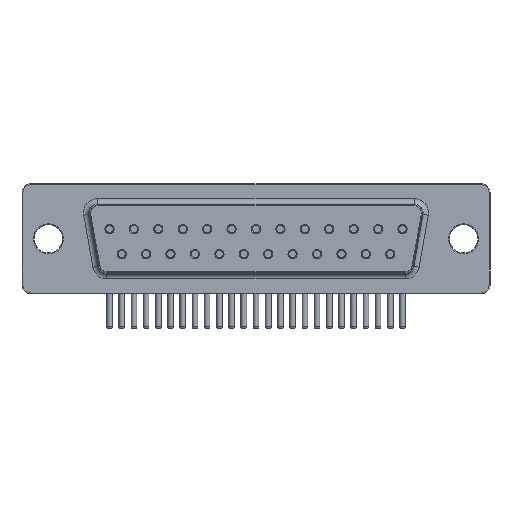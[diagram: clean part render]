
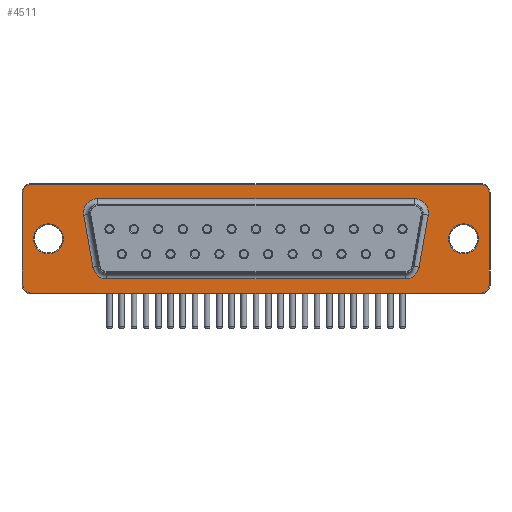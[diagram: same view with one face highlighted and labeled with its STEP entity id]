
A CAD part, front view. The second image highlights one B-rep face of the part: STEP entity #4511.
In plain terms, the highlighted planar face has unit normal (0, -1, 0).
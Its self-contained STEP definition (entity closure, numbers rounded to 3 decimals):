
#4260 = VERTEX_POINT('',#4261);
#4261 = CARTESIAN_POINT('',(8.93,-12.54,12.4));
#4268 = EDGE_CURVE('',#4260,#4269,#4271,.T.);
#4269 = VERTEX_POINT('',#4270);
#4270 = CARTESIAN_POINT('',(-42.17,-12.54,12.4));
#4271 = LINE('',#4272,#4273);
#4272 = CARTESIAN_POINT('',(8.93,-12.54,12.4));
#4273 = VECTOR('',#4274,1.);
#4274 = DIRECTION('',(-1.,0.,0.));
#4293 = VERTEX_POINT('',#4294);
#4294 = CARTESIAN_POINT('',(9.83,-12.54,11.5));
#4303 = EDGE_CURVE('',#4293,#4260,#4304,.T.);
#4304 = CIRCLE('',#4305,0.9);
#4305 = AXIS2_PLACEMENT_3D('',#4306,#4307,#4308);
#4306 = CARTESIAN_POINT('',(8.93,-12.54,11.5));
#4307 = DIRECTION('',(0.,-1.,0.));
#4308 = DIRECTION('',(1.,0.,0.));
#4321 = VERTEX_POINT('',#4322);
#4322 = CARTESIAN_POINT('',(-43.07,-12.54,11.5));
#4329 = EDGE_CURVE('',#4269,#4321,#4330,.T.);
#4330 = CIRCLE('',#4331,0.9);
#4331 = AXIS2_PLACEMENT_3D('',#4332,#4333,#4334);
#4332 = CARTESIAN_POINT('',(-42.17,-12.54,11.5));
#4333 = DIRECTION('',(0.,-1.,0.));
#4334 = DIRECTION('',(0.,0.,1.));
#4345 = VERTEX_POINT('',#4346);
#4346 = CARTESIAN_POINT('',(9.83,-12.54,1.));
#4353 = EDGE_CURVE('',#4345,#4293,#4354,.T.);
#4354 = LINE('',#4355,#4356);
#4355 = CARTESIAN_POINT('',(9.83,-12.54,1.));
#4356 = VECTOR('',#4357,1.);
#4357 = DIRECTION('',(0.,0.,1.));
#4370 = EDGE_CURVE('',#4321,#4371,#4373,.T.);
#4371 = VERTEX_POINT('',#4372);
#4372 = CARTESIAN_POINT('',(-43.07,-12.54,1.));
#4373 = LINE('',#4374,#4375);
#4374 = CARTESIAN_POINT('',(-43.07,-12.54,11.5));
#4375 = VECTOR('',#4376,1.);
#4376 = DIRECTION('',(0.,0.,-1.));
#4395 = VERTEX_POINT('',#4396);
#4396 = CARTESIAN_POINT('',(8.93,-12.54,0.1));
#4405 = EDGE_CURVE('',#4395,#4345,#4406,.T.);
#4406 = CIRCLE('',#4407,0.9);
#4407 = AXIS2_PLACEMENT_3D('',#4408,#4409,#4410);
#4408 = CARTESIAN_POINT('',(8.93,-12.54,1.));
#4409 = DIRECTION('',(0.,-1.,0.));
#4410 = DIRECTION('',(0.,0.,-1.));
#4423 = VERTEX_POINT('',#4424);
#4424 = CARTESIAN_POINT('',(-42.17,-12.54,0.1));
#4431 = EDGE_CURVE('',#4371,#4423,#4432,.T.);
#4432 = CIRCLE('',#4433,0.9);
#4433 = AXIS2_PLACEMENT_3D('',#4434,#4435,#4436);
#4434 = CARTESIAN_POINT('',(-42.17,-12.54,1.));
#4435 = DIRECTION('',(0.,-1.,0.));
#4436 = DIRECTION('',(-1.,0.,0.));
#4447 = EDGE_CURVE('',#4423,#4395,#4448,.T.);
#4448 = LINE('',#4449,#4450);
#4449 = CARTESIAN_POINT('',(-42.17,-12.54,0.1));
#4450 = VECTOR('',#4451,1.);
#4451 = DIRECTION('',(1.,0.,0.));
#4464 = VERTEX_POINT('',#4465);
#4465 = CARTESIAN_POINT('',(-38.47,-12.54,6.25));
#4474 = EDGE_CURVE('',#4464,#4464,#4475,.T.);
#4475 = CIRCLE('',#4476,1.7);
#4476 = AXIS2_PLACEMENT_3D('',#4477,#4478,#4479);
#4477 = CARTESIAN_POINT('',(-40.17,-12.54,6.25));
#4478 = DIRECTION('',(0.,-1.,0.));
#4479 = DIRECTION('',(1.,0.,0.));
#4490 = VERTEX_POINT('',#4491);
#4491 = CARTESIAN_POINT('',(8.63,-12.54,6.25));
#4500 = EDGE_CURVE('',#4490,#4490,#4501,.T.);
#4501 = CIRCLE('',#4502,1.7);
#4502 = AXIS2_PLACEMENT_3D('',#4503,#4504,#4505);
#4503 = CARTESIAN_POINT('',(6.93,-12.54,6.25));
#4504 = DIRECTION('',(0.,-1.,0.));
#4505 = DIRECTION('',(1.,0.,0.));
#4511 = ADVANCED_FACE('',(#4512,#4582,#4592,#4595),#4598,.T.);
#4512 = FACE_BOUND('',#4513,.T.);
#4513 = EDGE_LOOP('',(#4514,#4524,#4533,#4541,#4550,#4558,#4567,#4575));
#4514 = ORIENTED_EDGE('',*,*,#4515,.T.);
#4515 = EDGE_CURVE('',#4516,#4518,#4520,.T.);
#4516 = VERTEX_POINT('',#4517);
#4517 = CARTESIAN_POINT('',(-35.121,-12.54,3.024));
#4518 = VERTEX_POINT('',#4519);
#4519 = CARTESIAN_POINT('',(-36.155,-12.54,8.924));
#4520 = LINE('',#4521,#4522);
#4521 = CARTESIAN_POINT('',(-35.121,-12.54,3.024));
#4522 = VECTOR('',#4523,1.);
#4523 = DIRECTION('',(-0.173,0.,0.985
));
#4524 = ORIENTED_EDGE('',*,*,#4525,.T.);
#4525 = EDGE_CURVE('',#4518,#4526,#4528,.T.);
#4526 = VERTEX_POINT('',#4527);
#4527 = CARTESIAN_POINT('',(-34.579,-12.54,10.8));
#4528 = CIRCLE('',#4529,1.6);
#4529 = AXIS2_PLACEMENT_3D('',#4530,#4531,#4532);
#4530 = CARTESIAN_POINT('',(-34.579,-12.54,9.2));
#4531 = DIRECTION('',(0.,1.,0.));
#4532 = DIRECTION('',(-0.985,0.,
-0.173));
#4533 = ORIENTED_EDGE('',*,*,#4534,.T.);
#4534 = EDGE_CURVE('',#4526,#4535,#4537,.T.);
#4535 = VERTEX_POINT('',#4536);
#4536 = CARTESIAN_POINT('',(1.339,-12.54,10.8));
#4537 = LINE('',#4538,#4539);
#4538 = CARTESIAN_POINT('',(-34.579,-12.54,10.8));
#4539 = VECTOR('',#4540,1.);
#4540 = DIRECTION('',(1.,0.,0.));
#4541 = ORIENTED_EDGE('',*,*,#4542,.T.);
#4542 = EDGE_CURVE('',#4535,#4543,#4545,.T.);
#4543 = VERTEX_POINT('',#4544);
#4544 = CARTESIAN_POINT('',(2.915,-12.54,8.924));
#4545 = CIRCLE('',#4546,1.6);
#4546 = AXIS2_PLACEMENT_3D('',#4547,#4548,#4549);
#4547 = CARTESIAN_POINT('',(1.339,-12.54,9.2));
#4548 = DIRECTION('',(0.,1.,0.));
#4549 = DIRECTION('',(0.,0.,1.));
#4550 = ORIENTED_EDGE('',*,*,#4551,.T.);
#4551 = EDGE_CURVE('',#4543,#4552,#4554,.T.);
#4552 = VERTEX_POINT('',#4553);
#4553 = CARTESIAN_POINT('',(1.881,-12.54,3.024));
#4554 = LINE('',#4555,#4556);
#4555 = CARTESIAN_POINT('',(2.915,-12.54,8.924));
#4556 = VECTOR('',#4557,1.);
#4557 = DIRECTION('',(-0.173,0.,
-0.985));
#4558 = ORIENTED_EDGE('',*,*,#4559,.T.);
#4559 = EDGE_CURVE('',#4552,#4560,#4562,.T.);
#4560 = VERTEX_POINT('',#4561);
#4561 = CARTESIAN_POINT('',(0.305,-12.54,1.7));
#4562 = CIRCLE('',#4563,1.6);
#4563 = AXIS2_PLACEMENT_3D('',#4564,#4565,#4566);
#4564 = CARTESIAN_POINT('',(0.305,-12.54,3.3));
#4565 = DIRECTION('',(0.,1.,0.));
#4566 = DIRECTION('',(0.985,0.,
-0.173));
#4567 = ORIENTED_EDGE('',*,*,#4568,.T.);
#4568 = EDGE_CURVE('',#4560,#4569,#4571,.T.);
#4569 = VERTEX_POINT('',#4570);
#4570 = CARTESIAN_POINT('',(-33.545,-12.54,1.7));
#4571 = LINE('',#4572,#4573);
#4572 = CARTESIAN_POINT('',(0.305,-12.54,1.7));
#4573 = VECTOR('',#4574,1.);
#4574 = DIRECTION('',(-1.,0.,0.));
#4575 = ORIENTED_EDGE('',*,*,#4576,.T.);
#4576 = EDGE_CURVE('',#4569,#4516,#4577,.T.);
#4577 = CIRCLE('',#4578,1.6);
#4578 = AXIS2_PLACEMENT_3D('',#4579,#4580,#4581);
#4579 = CARTESIAN_POINT('',(-33.545,-12.54,3.3));
#4580 = DIRECTION('',(0.,1.,0.));
#4581 = DIRECTION('',(0.,0.,-1.));
#4582 = FACE_BOUND('',#4583,.T.);
#4583 = EDGE_LOOP('',(#4584,#4585,#4586,#4587,#4588,#4589,#4590,#4591));
#4584 = ORIENTED_EDGE('',*,*,#4405,.T.);
#4585 = ORIENTED_EDGE('',*,*,#4353,.T.);
#4586 = ORIENTED_EDGE('',*,*,#4303,.T.);
#4587 = ORIENTED_EDGE('',*,*,#4268,.T.);
#4588 = ORIENTED_EDGE('',*,*,#4329,.T.);
#4589 = ORIENTED_EDGE('',*,*,#4370,.T.);
#4590 = ORIENTED_EDGE('',*,*,#4431,.T.);
#4591 = ORIENTED_EDGE('',*,*,#4447,.T.);
#4592 = FACE_BOUND('',#4593,.T.);
#4593 = EDGE_LOOP('',(#4594));
#4594 = ORIENTED_EDGE('',*,*,#4474,.F.);
#4595 = FACE_BOUND('',#4596,.T.);
#4596 = EDGE_LOOP('',(#4597));
#4597 = ORIENTED_EDGE('',*,*,#4500,.F.);
#4598 = PLANE('',#4599);
#4599 = AXIS2_PLACEMENT_3D('',#4600,#4601,#4602);
#4600 = CARTESIAN_POINT('',(-16.62,-12.54,6.25));
#4601 = DIRECTION('',(0.,-1.,0.));
#4602 = DIRECTION('',(1.,0.,0.));
